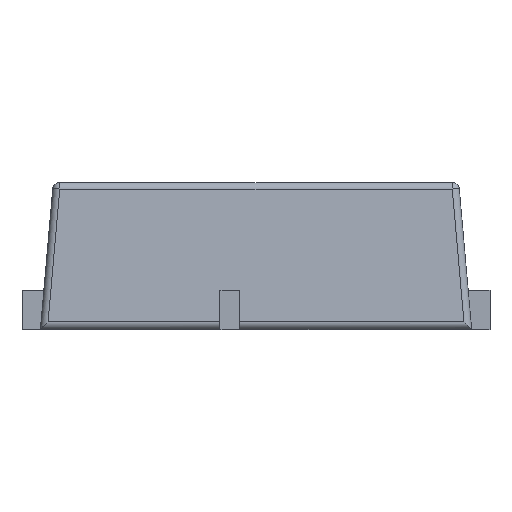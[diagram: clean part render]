
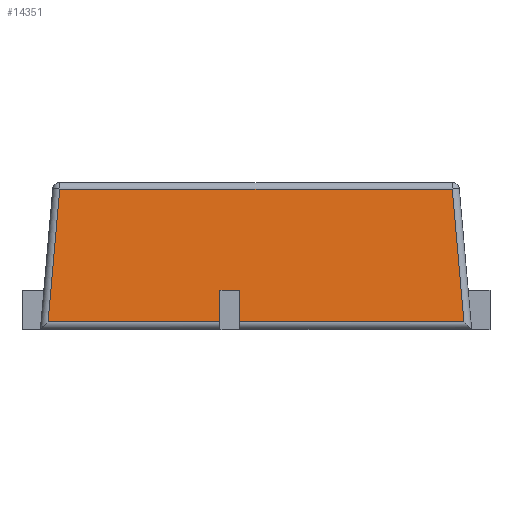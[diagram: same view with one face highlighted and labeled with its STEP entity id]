
A CAD part, front view. The second image highlights one B-rep face of the part: STEP entity #14351.
In plain terms, the highlighted planar face has unit normal (0, -0.996, 0.087).
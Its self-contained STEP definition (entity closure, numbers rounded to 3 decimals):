
#40 = DIRECTION ( 'NONE',  ( 0., -0.087, -0.996 ) ) ;
#914 = ORIENTED_EDGE ( 'NONE', *, *, #2128, .F. ) ;
#1378 = CARTESIAN_POINT ( 'NONE',  ( -0.255, -1.52, 0.054 ) ) ;
#1456 = CARTESIAN_POINT ( 'NONE',  ( 1.453, -1.502, 0.259 ) ) ;
#1644 = CARTESIAN_POINT ( 'NONE',  ( -1.525, -1.525, 0. ) ) ;
#1879 = CARTESIAN_POINT ( 'NONE',  ( -0.115, -1.501, 0.28 ) ) ;
#2128 = EDGE_CURVE ( 'NONE', #7995, #6416, #8547, .T. ) ;
#2174 = VERTEX_POINT ( 'NONE', #13110 ) ;
#2465 = VERTEX_POINT ( 'NONE', #1879 ) ;
#2602 = DIRECTION ( 'NONE',  ( 0., -0.087, -0.996 ) ) ;
#2625 = ORIENTED_EDGE ( 'NONE', *, *, #9451, .T. ) ;
#2756 = DIRECTION ( 'NONE',  ( 0., -0.996, 0.087 ) ) ;
#2934 = CARTESIAN_POINT ( 'NONE',  ( -1.525, -1.438, 0.994 ) ) ;
#3110 = LINE ( 'NONE', #12622, #12850 ) ;
#3683 = DIRECTION ( 'NONE',  ( -0.087, 0.087, 0.992 ) ) ;
#3774 = CARTESIAN_POINT ( 'NONE',  ( -0.255, -1.525, 0. ) ) ;
#3793 = VECTOR ( 'NONE', #4130, 1000. ) ;
#3805 = VECTOR ( 'NONE', #7792, 1000. ) ;
#3941 = LINE ( 'NONE', #4399, #4284 ) ;
#4040 = VECTOR ( 'NONE', #10967, 1000. ) ;
#4130 = DIRECTION ( 'NONE',  ( -0.087, -0.087, -0.992 ) ) ;
#4284 = VECTOR ( 'NONE', #11519, 1000. ) ;
#4399 = CARTESIAN_POINT ( 'NONE',  ( 1.525, -1.52, 0.054 ) ) ;
#4948 = AXIS2_PLACEMENT_3D ( 'NONE', #1644, #2756, #2602 ) ;
#5444 = EDGE_CURVE ( 'NONE', #2465, #7995, #3110, .T. ) ;
#6383 = EDGE_CURVE ( 'NONE', #8318, #8418, #3941, .T. ) ;
#6416 = VERTEX_POINT ( 'NONE', #11981 ) ;
#6667 = EDGE_CURVE ( 'NONE', #8318, #2465, #7724, .T. ) ;
#7425 = LINE ( 'NONE', #1378, #4040 ) ;
#7716 = EDGE_CURVE ( 'NONE', #14994, #8877, #11486, .T. ) ;
#7724 = LINE ( 'NONE', #12531, #14390 ) ;
#7792 = DIRECTION ( 'NONE',  ( -1., 0., 0. ) ) ;
#7881 = DIRECTION ( 'NONE',  ( 0., 0.087, 0.996 ) ) ;
#7995 = VERTEX_POINT ( 'NONE', #8882 ) ;
#8318 = VERTEX_POINT ( 'NONE', #15287 ) ;
#8418 = VERTEX_POINT ( 'NONE', #8941 ) ;
#8547 = LINE ( 'NONE', #3774, #11157 ) ;
#8877 = VERTEX_POINT ( 'NONE', #11508 ) ;
#8882 = CARTESIAN_POINT ( 'NONE',  ( -0.255, -1.501, 0.28 ) ) ;
#8941 = CARTESIAN_POINT ( 'NONE',  ( 1.47, -1.52, 0.054 ) ) ;
#9228 = ORIENTED_EDGE ( 'NONE', *, *, #6383, .T. ) ;
#9264 = ORIENTED_EDGE ( 'NONE', *, *, #5444, .F. ) ;
#9451 = EDGE_CURVE ( 'NONE', #8877, #6416, #7425, .T. ) ;
#9894 = FACE_OUTER_BOUND ( 'NONE', #11392, .T. ) ;
#9943 = EDGE_CURVE ( 'NONE', #2174, #14994, #13808, .T. ) ;
#10754 = EDGE_CURVE ( 'NONE', #8418, #2174, #14787, .T. ) ;
#10967 = DIRECTION ( 'NONE',  ( 1., 0., 0. ) ) ;
#11157 = VECTOR ( 'NONE', #40, 1000. ) ;
#11392 = EDGE_LOOP ( 'NONE', ( #13504, #9228, #13496, #12954, #13990, #2625, #914, #9264 ) ) ;
#11486 = LINE ( 'NONE', #13638, #3793 ) ;
#11508 = CARTESIAN_POINT ( 'NONE',  ( -1.47, -1.52, 0.054 ) ) ;
#11519 = DIRECTION ( 'NONE',  ( 1., 0., 0. ) ) ;
#11635 = VECTOR ( 'NONE', #3683, 1000. ) ;
#11981 = CARTESIAN_POINT ( 'NONE',  ( -0.255, -1.52, 0.054 ) ) ;
#12531 = CARTESIAN_POINT ( 'NONE',  ( -0.115, -1.525, 0. ) ) ;
#12622 = CARTESIAN_POINT ( 'NONE',  ( -1.525, -1.501, 0.28 ) ) ;
#12705 = DIRECTION ( 'NONE',  ( -1., 0., 0. ) ) ;
#12741 = CARTESIAN_POINT ( 'NONE',  ( -1.388, -1.438, 0.994 ) ) ;
#12850 = VECTOR ( 'NONE', #12705, 1000. ) ;
#12954 = ORIENTED_EDGE ( 'NONE', *, *, #9943, .T. ) ;
#13110 = CARTESIAN_POINT ( 'NONE',  ( 1.388, -1.438, 0.994 ) ) ;
#13496 = ORIENTED_EDGE ( 'NONE', *, *, #10754, .T. ) ;
#13504 = ORIENTED_EDGE ( 'NONE', *, *, #6667, .F. ) ;
#13638 = CARTESIAN_POINT ( 'NONE',  ( -1.476, -1.525, -0.004 ) ) ;
#13808 = LINE ( 'NONE', #2934, #3805 ) ;
#13990 = ORIENTED_EDGE ( 'NONE', *, *, #7716, .T. ) ;
#14351 = ADVANCED_FACE ( 'NONE', ( #9894 ), #14640, .T. ) ;
#14390 = VECTOR ( 'NONE', #7881, 1000. ) ;
#14640 = PLANE ( 'NONE',  #4948 ) ;
#14787 = LINE ( 'NONE', #1456, #11635 ) ;
#14994 = VERTEX_POINT ( 'NONE', #12741 ) ;
#15287 = CARTESIAN_POINT ( 'NONE',  ( -0.115, -1.52, 0.054 ) ) ;
